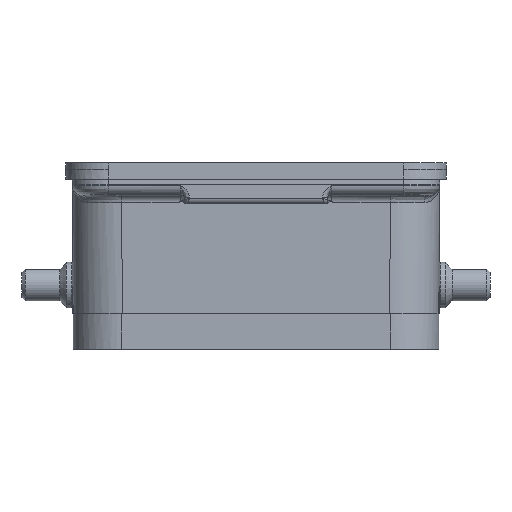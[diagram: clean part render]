
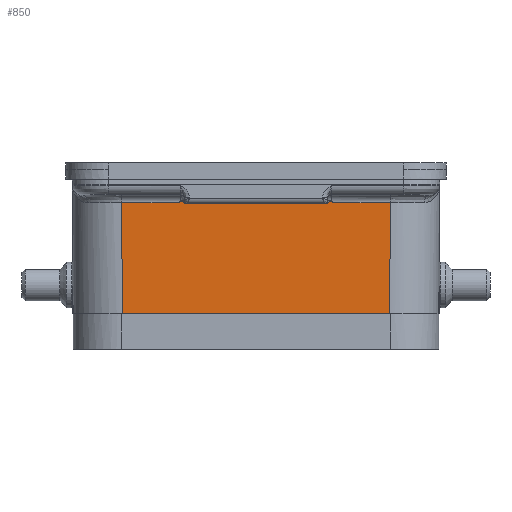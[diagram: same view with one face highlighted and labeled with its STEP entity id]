
A CAD part, left-side view. The second image highlights one B-rep face of the part: STEP entity #850.
In plain terms, the highlighted planar face has unit normal (-1, 0, -0.018).
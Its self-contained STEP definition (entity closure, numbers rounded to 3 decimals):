
#537=FACE_OUTER_BOUND('',#1678,.T.);
#850=ADVANCED_FACE('',(#537),#1186,.T.);
#1186=PLANE('',#6244);
#1678=EDGE_LOOP('',(#2620,#2621,#2622,#2623,#2624,#2625,#2626,#2627));
#2073=B_SPLINE_CURVE_WITH_KNOTS('',3,(#9888,#9889,#9890,#9891,#9892,#9893,
#9894,#9895,#9896,#9897,#9898,#9899,#9900,#9901,#9902,#9903,#9904,#9905,
#9906),.UNSPECIFIED.,.F.,.F.,(4,3,3,3,3,3,4),(0.,0.229,0.305,
0.368,0.591,0.879,1.),.UNSPECIFIED.);
#2074=B_SPLINE_CURVE_WITH_KNOTS('',3,(#9910,#9911,#9912,#9913,#9914,#9915,
#9916,#9917,#9918,#9919,#9920,#9921,#9922,#9923,#9924,#9925,#9926,#9927,
#9928,#9929,#9930,#9931),.UNSPECIFIED.,.F.,.F.,(4,3,3,3,3,3,3,4),(0.,0.194,
0.369,0.532,0.619,0.682,
0.746,1.),.UNSPECIFIED.);
#2620=ORIENTED_EDGE('',*,*,#4747,.T.);
#2621=ORIENTED_EDGE('',*,*,#4748,.T.);
#2622=ORIENTED_EDGE('',*,*,#4749,.F.);
#2623=ORIENTED_EDGE('',*,*,#4750,.T.);
#2624=ORIENTED_EDGE('',*,*,#4751,.T.);
#2625=ORIENTED_EDGE('',*,*,#4576,.T.);
#2626=ORIENTED_EDGE('',*,*,#4752,.T.);
#2627=ORIENTED_EDGE('',*,*,#4613,.T.);
#3996=VERTEX_POINT('',#9249);
#3997=VERTEX_POINT('',#9251);
#4019=VERTEX_POINT('',#9420);
#4020=VERTEX_POINT('',#9422);
#4131=VERTEX_POINT('',#9887);
#4132=VERTEX_POINT('',#9907);
#4133=VERTEX_POINT('',#9909);
#4134=VERTEX_POINT('',#9932);
#4576=EDGE_CURVE('',#3997,#3996,#5352,.T.);
#4613=EDGE_CURVE('',#4020,#4019,#5366,.T.);
#4747=EDGE_CURVE('',#4019,#4131,#5429,.T.);
#4748=EDGE_CURVE('',#4131,#4132,#2073,.T.);
#4749=EDGE_CURVE('',#4133,#4132,#5430,.T.);
#4750=EDGE_CURVE('',#4133,#4134,#2074,.T.);
#4751=EDGE_CURVE('',#4134,#3997,#5431,.T.);
#4752=EDGE_CURVE('',#3996,#4020,#5432,.T.);
#5352=LINE('',#9250,#5780);
#5366=LINE('',#9421,#5794);
#5429=LINE('',#9886,#5857);
#5430=LINE('',#9908,#5858);
#5431=LINE('',#9933,#5859);
#5432=LINE('',#9934,#5860);
#5780=VECTOR('',#6939,1.);
#5794=VECTOR('',#7001,1.);
#5857=VECTOR('',#7220,1.);
#5858=VECTOR('',#7221,1.);
#5859=VECTOR('',#7222,1.);
#5860=VECTOR('',#7223,1.);
#6244=AXIS2_PLACEMENT_3D('',#9935,#7224,#7225);
#6939=DIRECTION('',(0.017,-0.009,-1.));
#7001=DIRECTION('',(-0.017,-0.009,1.));
#7220=DIRECTION('',(0.,1.,0.));
#7221=DIRECTION('',(0.,-1.,0.));
#7222=DIRECTION('',(0.,1.,0.));
#7223=DIRECTION('',(0.,-1.,0.));
#7224=DIRECTION('',(-1.,0.,-0.017));
#7225=DIRECTION('',(0.017,0.,-1.));
#9249=CARTESIAN_POINT('',(-40.981,20.323,-4.3));
#9250=CARTESIAN_POINT('',(-41.292,20.478,13.477));
#9251=CARTESIAN_POINT('',(-41.278,20.472,12.721));
#9420=CARTESIAN_POINT('',(-41.278,-20.681,12.721));
#9421=CARTESIAN_POINT('',(-41.3,-20.691,13.965));
#9422=CARTESIAN_POINT('',(-40.981,-20.532,-4.3));
#9886=CARTESIAN_POINT('',(-41.278,-11.104,12.721));
#9887=CARTESIAN_POINT('',(-41.278,-11.971,12.721));
#9888=CARTESIAN_POINT('',(-41.278,-11.971,12.721));
#9889=CARTESIAN_POINT('',(-41.279,-11.881,12.767));
#9890=CARTESIAN_POINT('',(-41.28,-11.797,12.825));
#9891=CARTESIAN_POINT('',(-41.281,-11.705,12.865));
#9892=CARTESIAN_POINT('',(-41.281,-11.674,12.878));
#9893=CARTESIAN_POINT('',(-41.281,-11.642,12.889));
#9894=CARTESIAN_POINT('',(-41.281,-11.609,12.892));
#9895=CARTESIAN_POINT('',(-41.281,-11.581,12.895));
#9896=CARTESIAN_POINT('',(-41.281,-11.553,12.892));
#9897=CARTESIAN_POINT('',(-41.281,-11.525,12.885));
#9898=CARTESIAN_POINT('',(-41.281,-11.432,12.861));
#9899=CARTESIAN_POINT('',(-41.28,-11.351,12.803));
#9900=CARTESIAN_POINT('',(-41.279,-11.266,12.755));
#9901=CARTESIAN_POINT('',(-41.278,-11.158,12.695));
#9902=CARTESIAN_POINT('',(-41.277,-11.042,12.641));
#9903=CARTESIAN_POINT('',(-41.277,-10.92,12.616));
#9904=CARTESIAN_POINT('',(-41.276,-10.869,12.606));
#9905=CARTESIAN_POINT('',(-41.276,-10.816,12.6));
#9906=CARTESIAN_POINT('',(-41.276,-10.763,12.6));
#9907=CARTESIAN_POINT('',(-41.276,-10.763,12.6));
#9908=CARTESIAN_POINT('',(-41.276,-28.204,12.6));
#9909=CARTESIAN_POINT('',(-41.276,10.554,12.6));
#9910=CARTESIAN_POINT('',(-41.276,10.554,12.6));
#9911=CARTESIAN_POINT('',(-41.276,10.639,12.6));
#9912=CARTESIAN_POINT('',(-41.277,10.724,12.615));
#9913=CARTESIAN_POINT('',(-41.277,10.804,12.641));
#9914=CARTESIAN_POINT('',(-41.277,10.877,12.664));
#9915=CARTESIAN_POINT('',(-41.278,10.947,12.696));
#9916=CARTESIAN_POINT('',(-41.279,11.014,12.732));
#9917=CARTESIAN_POINT('',(-41.279,11.077,12.765));
#9918=CARTESIAN_POINT('',(-41.28,11.138,12.803));
#9919=CARTESIAN_POINT('',(-41.28,11.201,12.837));
#9920=CARTESIAN_POINT('',(-41.281,11.235,12.855));
#9921=CARTESIAN_POINT('',(-41.281,11.269,12.872));
#9922=CARTESIAN_POINT('',(-41.281,11.305,12.882));
#9923=CARTESIAN_POINT('',(-41.281,11.332,12.89));
#9924=CARTESIAN_POINT('',(-41.281,11.36,12.894));
#9925=CARTESIAN_POINT('',(-41.281,11.387,12.893));
#9926=CARTESIAN_POINT('',(-41.281,11.415,12.892));
#9927=CARTESIAN_POINT('',(-41.281,11.442,12.885));
#9928=CARTESIAN_POINT('',(-41.281,11.468,12.876));
#9929=CARTESIAN_POINT('',(-41.28,11.573,12.839));
#9930=CARTESIAN_POINT('',(-41.279,11.664,12.771));
#9931=CARTESIAN_POINT('',(-41.278,11.762,12.721));
#9932=CARTESIAN_POINT('',(-41.278,11.762,12.721));
#9933=CARTESIAN_POINT('',(-41.278,20.482,12.721));
#9934=CARTESIAN_POINT('',(-40.981,-28.204,-4.3));
#9935=CARTESIAN_POINT('',(-41.299,-28.204,13.901));
